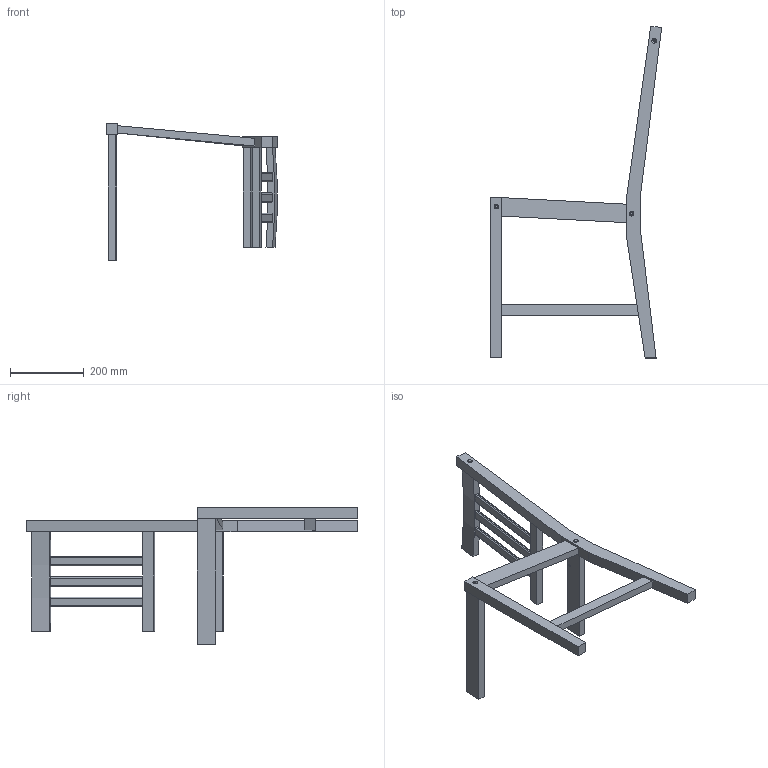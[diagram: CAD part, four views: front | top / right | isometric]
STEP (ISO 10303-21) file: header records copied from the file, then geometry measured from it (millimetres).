
FILE_DESCRIPTION (( 'STEP AP203' ), '1' );
FILE_NAME ('8page_scene_1.STEP', '2020-04-02T07:28:43', ( '' ), ( '' ), 'SwSTEP 2.0', 'SolidWorks 2014', '' );
FILE_SCHEMA (( 'CONFIG_CONTROL_DESIGN' ));
Length unit declared in the file: millimetre
Products named in the file (6): chair pin(14ea); chair part4; chair part3; 8page_scene_1; 渠蘆 犒餌chair part5; chair part2
Assembly tree (11 placements, depth 2):
  8page_scene_1
    渠蘆 犒餌chair part5
    chair pin(14ea)  x7
    chair part4
    chair part3
    chair part2
Bounding box: 464.67 x 900.57 x 370 mm (x, y, z)
Volume: 3078155.9 mm3; surface area: 475958.6 mm2
Topology: 11 solids, 11 shells, 245 faces, 543 edges, 354 vertices
Faces by surface type: plane 103, cylinder 102, cone 40
Entity records: 6435 total; most frequent: DIRECTION 1071, CARTESIAN_POINT 952, ORIENTED_EDGE 894, EDGE_CURVE 447, AXIS2_PLACEMENT_3D 413, VERTEX_POINT 294, VECTOR 245, LINE 245
